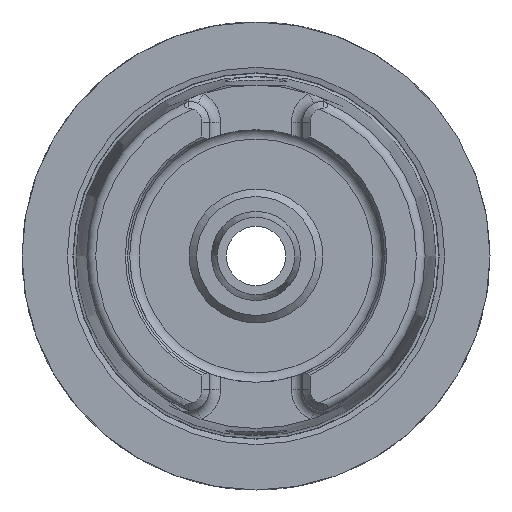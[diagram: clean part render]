
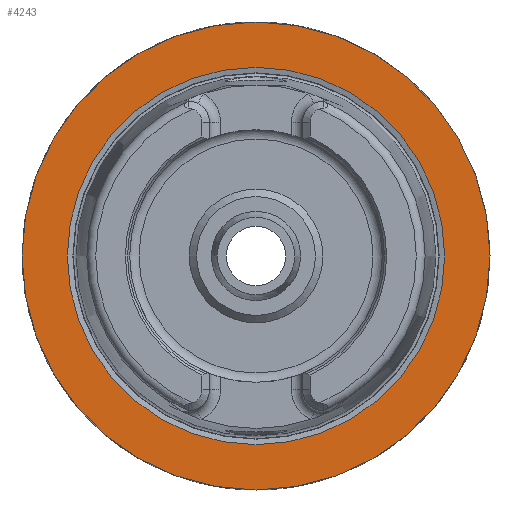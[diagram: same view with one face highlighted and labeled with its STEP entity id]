
A CAD part, left-side view. The second image highlights one B-rep face of the part: STEP entity #4243.
In plain terms, the highlighted planar face has unit normal (-1, 0, 0).
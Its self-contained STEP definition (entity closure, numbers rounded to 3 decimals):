
#3355=CARTESIAN_POINT('',(0.0,31.5,0.0));
#3356=VERTEX_POINT('',#3355);
#3357=CARTESIAN_POINT('',(0.0,0.0,0.0));
#3358=DIRECTION('',(1.0,0.0,0.0));
#3359=DIRECTION('',(0.0,1.0,0.0));
#3360=AXIS2_PLACEMENT_3D('',#3357,#3358,#3359);
#3361=CIRCLE('',#3360,31.5);
#3362=EDGE_CURVE('',#3356,#3356,#3361,.T.);
#4217=CARTESIAN_POINT('',(0.0,25.4,0.0));
#4218=VERTEX_POINT('',#4217);
#4219=CARTESIAN_POINT('',(0.0,0.0,0.0));
#4220=DIRECTION('',(1.0,0.0,0.0));
#4221=DIRECTION('',(0.0,1.0,0.0));
#4222=AXIS2_PLACEMENT_3D('',#4219,#4220,#4221);
#4223=CIRCLE('',#4222,25.4);
#4224=EDGE_CURVE('',#4218,#4218,#4223,.T.);
#4232=CARTESIAN_POINT('',(0.0,28.45,0.0));
#4233=DIRECTION('',(-1.0,0.0,0.0));
#4234=DIRECTION('',(0.0,0.0,1.0));
#4235=AXIS2_PLACEMENT_3D('',#4232,#4233,#4234);
#4236=PLANE('',#4235);
#4237=ORIENTED_EDGE('',*,*,#3362,.F.);
#4238=EDGE_LOOP('',(#4237));
#4239=FACE_OUTER_BOUND('',#4238,.T.);
#4240=ORIENTED_EDGE('',*,*,#4224,.T.);
#4241=EDGE_LOOP('',(#4240));
#4242=FACE_BOUND('',#4241,.T.);
#4243=ADVANCED_FACE('',(#4239,#4242),#4236,.T.);
